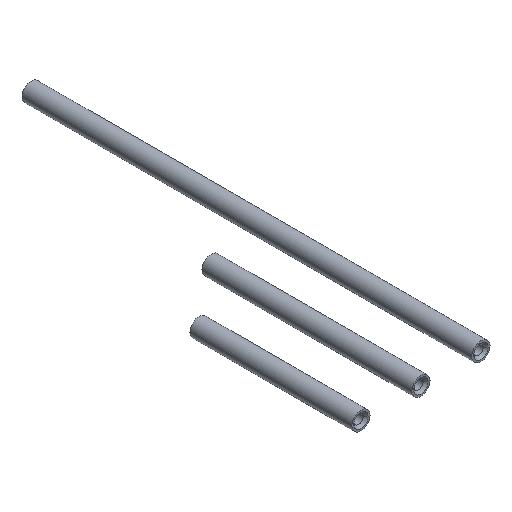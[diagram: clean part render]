
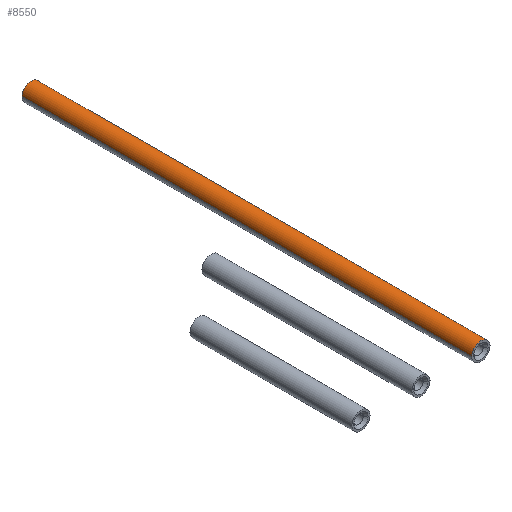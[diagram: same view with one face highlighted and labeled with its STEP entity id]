
A CAD part, isometric view. The second image highlights one B-rep face of the part: STEP entity #8550.
In plain terms, the highlighted cylindrical face has radius 6.05 mm (diameter 12.1 mm), a partial arc.
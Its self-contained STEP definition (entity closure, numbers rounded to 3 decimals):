
#60=CARTESIAN_POINT('',(6167.965,214.736,271.));
#70=DIRECTION('',(0.,1.,0.));
#80=VECTOR('',#70,1.);
#90=LINE('',#60,#80);
#100=CARTESIAN_POINT('',(6167.965,242.74,271.));
#110=VERTEX_POINT('',#100);
#120=CARTESIAN_POINT('',(6167.965,542.74,271.));
#130=VERTEX_POINT('',#120);
#140=EDGE_CURVE('',#110,#130,#90,.T.);
#160=CARTESIAN_POINT('',(6174.015,242.74,271.));
#170=DIRECTION('',(0.,1.,0.));
#180=DIRECTION('',(-1.,0.,0.));
#190=AXIS2_PLACEMENT_3D('',#160,#170,#180);
#200=CIRCLE('',#190,6.05);
#210=CARTESIAN_POINT('',(6180.065,242.74,271.));
#220=VERTEX_POINT('',#210);
#250=CARTESIAN_POINT('',(6180.065,214.736,271.));
#260=DIRECTION('',(0.,1.,0.));
#270=VECTOR('',#260,1.);
#280=LINE('',#250,#270);
#290=CARTESIAN_POINT('',(6180.065,542.74,271.));
#300=VERTEX_POINT('',#290);
#310=EDGE_CURVE('',#220,#300,#280,.T.);
#330=CARTESIAN_POINT('',(6174.015,542.74,271.));
#340=DIRECTION('',(0.,1.,0.));
#350=DIRECTION('',(-1.,0.,0.));
#360=AXIS2_PLACEMENT_3D('',#330,#340,#350);
#370=CIRCLE('',#360,6.05);
#1050=EDGE_CURVE('',#110,#220,#200,.T.);
#1310=EDGE_CURVE('',#130,#300,#370,.T.);
#8440=CARTESIAN_POINT('',(6174.015,214.736,271.));
#8450=DIRECTION('',(0.,1.,0.));
#8460=DIRECTION('',(-1.,0.,0.));
#8470=AXIS2_PLACEMENT_3D('',#8440,#8450,#8460);
#8480=CYLINDRICAL_SURFACE('',#8470,6.05);
#8490=ORIENTED_EDGE('',*,*,#1310,.F.);
#8500=ORIENTED_EDGE('',*,*,#310,.T.);
#8510=ORIENTED_EDGE('',*,*,#1050,.T.);
#8520=ORIENTED_EDGE('',*,*,#140,.F.);
#8530=EDGE_LOOP('',(#8520,#8510,#8500,#8490));
#8540=FACE_OUTER_BOUND('',#8530,.T.);
#8550=ADVANCED_FACE('',(#8540),#8480,.T.);
